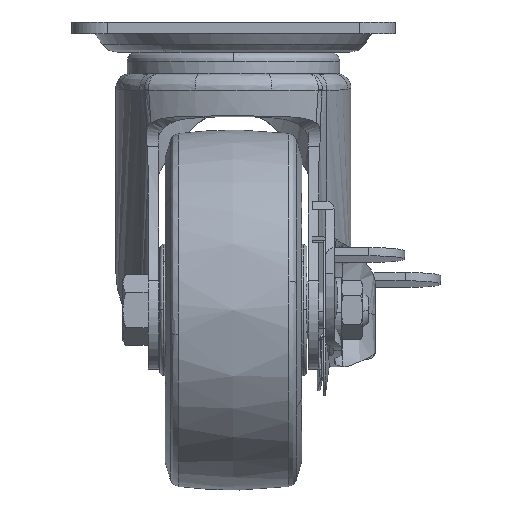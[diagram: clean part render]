
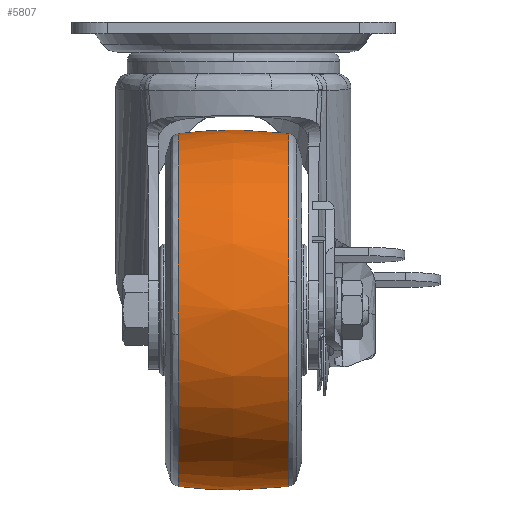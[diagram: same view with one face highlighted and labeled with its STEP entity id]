
A CAD part, left-side view. The second image highlights one B-rep face of the part: STEP entity #5807.
In plain terms, the highlighted free-form (B-spline) face has degree [2, 2] with [5, 5] control points.
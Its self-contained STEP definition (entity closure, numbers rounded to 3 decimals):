
#5448=CARTESIAN_POINT('',(-70.543,15.38,-86.753));
#5449=VERTEX_POINT('',#5448);
#5463=CARTESIAN_POINT('',(-22.0,15.38,-30.99));
#5464=VERTEX_POINT('',#5463);
#5465=CARTESIAN_POINT('',(-22.0,15.38,-30.99));
#5466=CARTESIAN_POINT('',(-71.01,15.38,-30.99));
#5467=CARTESIAN_POINT('',(-71.01,15.38,-80.));
#5468=CARTESIAN_POINT('',(-71.01,15.38,-83.393));
#5469=CARTESIAN_POINT('',(-70.543,15.38,-86.753));
#5477=(BOUNDED_CURVE()B_SPLINE_CURVE(2,(#5465,#5466,#5467,#5468,#5469),.UNSPECIFIED.,.F.,.U.)B_SPLINE_CURVE_WITH_KNOTS((3,2,3),(0.5,0.75,0.774),.UNSPECIFIED.)CURVE()GEOMETRIC_REPRESENTATION_ITEM()RATIONAL_B_SPLINE_CURVE((1.0,0.707,1.0,0.972,0.95))REPRESENTATION_ITEM(''));
#5478=EDGE_CURVE('',#5464,#5449,#5477,.T.);
#5537=CARTESIAN_POINT('',(-22.0,15.38,-129.011));
#5538=VERTEX_POINT('',#5537);
#5554=CARTESIAN_POINT('',(-70.543,15.38,-86.753));
#5555=CARTESIAN_POINT('',(-64.664,15.38,-129.011));
#5556=CARTESIAN_POINT('',(-22.0,15.38,-129.011));
#5564=(BOUNDED_CURVE()B_SPLINE_CURVE(2,(#5554,#5555,#5556),.UNSPECIFIED.,.F.,.U.)B_SPLINE_CURVE_WITH_KNOTS((3,3),(0.774,1.0),.UNSPECIFIED.)CURVE()GEOMETRIC_REPRESENTATION_ITEM()RATIONAL_B_SPLINE_CURVE((0.95,0.735,1.0))REPRESENTATION_ITEM(''));
#5565=EDGE_CURVE('',#5449,#5538,#5564,.T.);
#5683=CARTESIAN_POINT('',(-22.0,-15.38,-129.011));
#5684=VERTEX_POINT('',#5683);
#5685=CARTESIAN_POINT('',(-22.0,-15.38,-129.011));
#5686=CARTESIAN_POINT('',(-22.0,-11.396,-129.525));
#5687=CARTESIAN_POINT('',(-22.0,-1.134,-130.331));
#5688=CARTESIAN_POINT('',(-22.0,9.166,-129.814));
#5689=CARTESIAN_POINT('',(-22.0,15.38,-129.011));
#5690=B_SPLINE_CURVE_WITH_KNOTS('',3,(#5685,#5686,#5687,#5688,#5689),.UNSPECIFIED.,.F.,.U.,(4,1,4),(0.,12.048,30.844),.UNSPECIFIED.);
#5691=EDGE_CURVE('',#5684,#5538,#5690,.T.);
#5695=CARTESIAN_POINT('',(-22.0,-15.38,-30.99));
#5696=VERTEX_POINT('',#5695);
#5697=CARTESIAN_POINT('',(-22.0,-15.38,-30.99));
#5698=CARTESIAN_POINT('',(-22.0,-10.441,-30.351));
#5699=CARTESIAN_POINT('',(-22.0,-0.162,-29.67));
#5700=CARTESIAN_POINT('',(-22.0,10.122,-30.31));
#5701=CARTESIAN_POINT('',(-22.0,15.38,-30.99));
#5702=B_SPLINE_CURVE_WITH_KNOTS('',3,(#5697,#5698,#5699,#5700,#5701),.UNSPECIFIED.,.F.,.U.,(4,1,4),(0.,14.94,30.844),.UNSPECIFIED.);
#5703=EDGE_CURVE('',#5696,#5464,#5702,.T.);
#5738=CARTESIAN_POINT('',(-22.,-16.927,-31.2));
#5739=CARTESIAN_POINT('',(-22.,-8.506,-30.));
#5740=CARTESIAN_POINT('',(-22.0,0.,-30.));
#5741=CARTESIAN_POINT('',(-22.,8.506,-30.));
#5742=CARTESIAN_POINT('',(-22.,16.927,-31.2));
#5743=CARTESIAN_POINT('',(-70.8,-16.927,-31.2));
#5744=CARTESIAN_POINT('',(-72.,-8.506,-30.));
#5745=CARTESIAN_POINT('',(-72.,0.,-30.));
#5746=CARTESIAN_POINT('',(-72.,8.506,-30.));
#5747=CARTESIAN_POINT('',(-70.8,16.927,-31.2));
#5748=CARTESIAN_POINT('',(-70.8,-16.927,-80.));
#5749=CARTESIAN_POINT('',(-72.,-8.506,-80.));
#5750=CARTESIAN_POINT('',(-72.,0.,-80.));
#5751=CARTESIAN_POINT('',(-72.,8.506,-80.));
#5752=CARTESIAN_POINT('',(-70.8,16.927,-80.));
#5753=CARTESIAN_POINT('',(-70.8,-16.927,-128.8));
#5754=CARTESIAN_POINT('',(-72.,-8.506,-130.));
#5755=CARTESIAN_POINT('',(-72.,0.,-130.));
#5756=CARTESIAN_POINT('',(-72.,8.506,-130.));
#5757=CARTESIAN_POINT('',(-70.8,16.927,-128.8));
#5758=CARTESIAN_POINT('',(-22.,-16.927,-128.8));
#5759=CARTESIAN_POINT('',(-22.,-8.506,-130.));
#5760=CARTESIAN_POINT('',(-22.0,0.,-130.));
#5761=CARTESIAN_POINT('',(-22.,8.506,-130.));
#5762=CARTESIAN_POINT('',(-22.,16.927,-128.8));
#5770=(BOUNDED_SURFACE()B_SPLINE_SURFACE(2,2,((#5738,#5743,#5748,#5753,#5758),(#5739,#5744,#5749,#5754,#5759),(#5740,#5745,#5750,#5755,#5760),(#5741,#5746,#5751,#5756,#5761),(#5742,#5747,#5752,#5757,#5762)),.UNSPECIFIED.,.F.,.F.,.U.)B_SPLINE_SURFACE_WITH_KNOTS((3,2,3),(3,2,3),(0.0,17.217,34.434),(0.0,82.843,165.685),.UNSPECIFIED.)GEOMETRIC_REPRESENTATION_ITEM()RATIONAL_B_SPLINE_SURFACE(((0.971,0.687,0.971,0.687,0.971),(0.983,0.695,0.983,0.695,0.983),(1.0,0.707,1.0,0.707,1.0),(0.983,0.695,0.983,0.695,0.983),(0.971,0.687,0.971,0.687,0.971)))REPRESENTATION_ITEM('')SURFACE());
#5771=ORIENTED_EDGE('',*,*,#5691,.F.);
#5772=CARTESIAN_POINT('',(-70.358,-15.38,-72.029));
#5773=VERTEX_POINT('',#5772);
#5774=CARTESIAN_POINT('',(-70.358,-15.38,-72.029));
#5775=CARTESIAN_POINT('',(-71.01,-15.38,-75.988));
#5776=CARTESIAN_POINT('',(-71.01,-15.38,-80.));
#5777=CARTESIAN_POINT('',(-71.01,-15.38,-129.011));
#5778=CARTESIAN_POINT('',(-22.0,-15.38,-129.011));
#5786=(BOUNDED_CURVE()B_SPLINE_CURVE(2,(#5774,#5775,#5776,#5777,#5778),.UNSPECIFIED.,.F.,.U.)B_SPLINE_CURVE_WITH_KNOTS((3,2,3),(0.722,0.75,1.0),.UNSPECIFIED.)CURVE()GEOMETRIC_REPRESENTATION_ITEM()RATIONAL_B_SPLINE_CURVE((0.942,0.967,1.0,0.707,1.0))REPRESENTATION_ITEM(''));
#5787=EDGE_CURVE('',#5773,#5684,#5786,.T.);
#5788=ORIENTED_EDGE('',*,*,#5787,.F.);
#5789=CARTESIAN_POINT('',(-22.0,-15.38,-30.99));
#5790=CARTESIAN_POINT('',(-63.593,-15.38,-30.99));
#5791=CARTESIAN_POINT('',(-70.358,-15.38,-72.029));
#5799=(BOUNDED_CURVE()B_SPLINE_CURVE(2,(#5789,#5790,#5791),.UNSPECIFIED.,.F.,.U.)B_SPLINE_CURVE_WITH_KNOTS((3,3),(0.5,0.722),.UNSPECIFIED.)CURVE()GEOMETRIC_REPRESENTATION_ITEM()RATIONAL_B_SPLINE_CURVE((1.0,0.74,0.942))REPRESENTATION_ITEM(''));
#5800=EDGE_CURVE('',#5696,#5773,#5799,.T.);
#5801=ORIENTED_EDGE('',*,*,#5800,.F.);
#5802=ORIENTED_EDGE('',*,*,#5703,.T.);
#5803=ORIENTED_EDGE('',*,*,#5478,.T.);
#5804=ORIENTED_EDGE('',*,*,#5565,.T.);
#5805=EDGE_LOOP('',(#5771,#5788,#5801,#5802,#5803,#5804));
#5806=FACE_OUTER_BOUND('',#5805,.T.);
#5807=ADVANCED_FACE('',(#5806),#5770,.T.);
